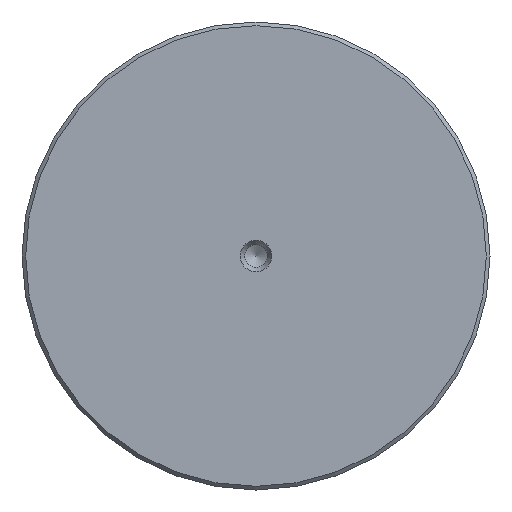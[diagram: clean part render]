
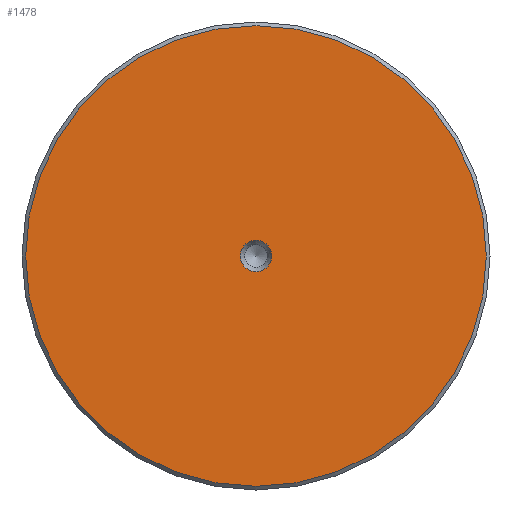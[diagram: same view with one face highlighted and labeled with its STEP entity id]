
A CAD part, left-side view. The second image highlights one B-rep face of the part: STEP entity #1478.
In plain terms, the highlighted planar face has unit normal (-1, 0, 0).
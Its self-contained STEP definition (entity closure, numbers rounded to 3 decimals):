
#48=FACE_BOUND('',#286,.T.);
#61=PLANE('',#1603);
#199=FACE_OUTER_BOUND('',#285,.T.);
#285=EDGE_LOOP('',(#1031));
#286=EDGE_LOOP('',(#1032,#1033));
#498=CIRCLE('',#1577,2.15);
#499=CIRCLE('',#1578,2.15);
#513=CIRCLE('',#1599,31.5);
#588=VERTEX_POINT('',#2156);
#589=VERTEX_POINT('',#2157);
#607=VERTEX_POINT('',#2240);
#750=EDGE_CURVE('',#588,#589,#498,.T.);
#751=EDGE_CURVE('',#589,#588,#499,.T.);
#774=EDGE_CURVE('',#607,#607,#513,.T.);
#1031=ORIENTED_EDGE('',*,*,#774,.F.);
#1032=ORIENTED_EDGE('',*,*,#750,.T.);
#1033=ORIENTED_EDGE('',*,*,#751,.T.);
#1478=ADVANCED_FACE('',(#199,#48),#61,.T.);
#1577=AXIS2_PLACEMENT_3D('',#2158,#1754,#1755);
#1578=AXIS2_PLACEMENT_3D('',#2159,#1756,#1757);
#1599=AXIS2_PLACEMENT_3D('',#2242,#1805,#1806);
#1603=AXIS2_PLACEMENT_3D('',#2249,#1814,#1815);
#1754=DIRECTION('center_axis',(1.,0.,0.));
#1755=DIRECTION('ref_axis',(0.,0.,1.));
#1756=DIRECTION('center_axis',(1.,0.,0.));
#1757=DIRECTION('ref_axis',(0.,0.,1.));
#1805=DIRECTION('center_axis',(1.,0.,0.));
#1806=DIRECTION('ref_axis',(0.,-1.,0.));
#1814=DIRECTION('center_axis',(-1.,0.,0.));
#1815=DIRECTION('ref_axis',(0.,0.,1.));
#2156=CARTESIAN_POINT('',(-180.,0.,2.15));
#2157=CARTESIAN_POINT('',(-180.,0.,-2.15));
#2158=CARTESIAN_POINT('Origin',(-180.,0.,0.));
#2159=CARTESIAN_POINT('Origin',(-180.,0.,0.));
#2240=CARTESIAN_POINT('',(-180.,31.5,0.));
#2242=CARTESIAN_POINT('Origin',(-180.,0.,0.));
#2249=CARTESIAN_POINT('Origin',(-180.,16.,0.));
